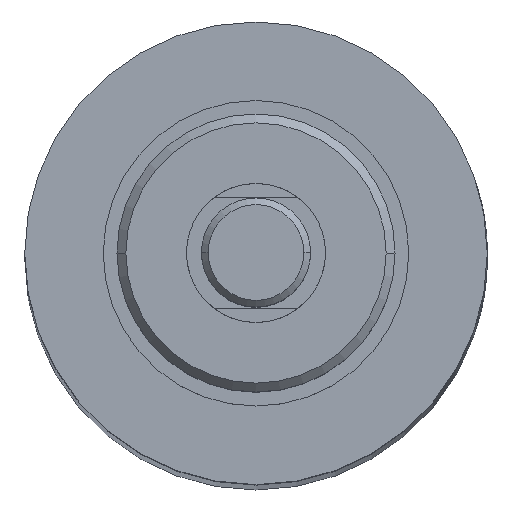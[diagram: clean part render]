
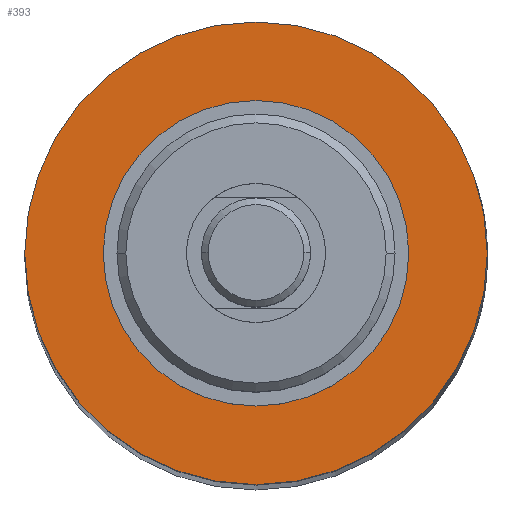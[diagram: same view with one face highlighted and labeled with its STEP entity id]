
A CAD part, top view. The second image highlights one B-rep face of the part: STEP entity #393.
In plain terms, the highlighted planar face has unit normal (0, 0, 1).
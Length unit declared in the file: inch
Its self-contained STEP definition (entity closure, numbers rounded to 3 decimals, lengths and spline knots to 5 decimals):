
#138 = EDGE_LOOP ( 'NONE', ( #683, #2685 ) ) ;
#150 = DIRECTION ( 'NONE',  ( 1., 0., 0. ) ) ;
#213 = EDGE_CURVE ( 'NONE', #2748, #2570, #519, .T. ) ;
#252 = CARTESIAN_POINT ( 'NONE',  ( 0., 0., 0.92 ) ) ;
#375 = CARTESIAN_POINT ( 'NONE',  ( 0.68675, 0., 0.92 ) ) ;
#393 = ADVANCED_FACE ( 'NONE', ( #1276, #758 ), #627, .T. ) ;
#419 = CARTESIAN_POINT ( 'NONE',  ( 1.04, 0., 0.92 ) ) ;
#462 = DIRECTION ( 'NONE',  ( 1., 0., 0. ) ) ;
#519 = CIRCLE ( 'NONE', #1919, 0.68675 ) ;
#524 = DIRECTION ( 'NONE',  ( 0., 0., 1. ) ) ;
#589 = EDGE_CURVE ( 'NONE', #1853, #1090, #940, .T. ) ;
#621 = AXIS2_PLACEMENT_3D ( 'NONE', #1852, #524, #2088 ) ;
#627 = PLANE ( 'NONE',  #1717 ) ;
#649 = EDGE_CURVE ( 'NONE', #2570, #2748, #1390, .T. ) ;
#683 = ORIENTED_EDGE ( 'NONE', *, *, #649, .F. ) ;
#746 = EDGE_CURVE ( 'NONE', #1090, #1853, #2447, .T. ) ;
#758 = FACE_BOUND ( 'NONE', #138, .T. ) ;
#862 = DIRECTION ( 'NONE',  ( 1., 0., 0. ) ) ;
#931 = ORIENTED_EDGE ( 'NONE', *, *, #746, .T. ) ;
#940 = CIRCLE ( 'NONE', #621, 1.04 ) ;
#984 = CARTESIAN_POINT ( 'NONE',  ( 0., 0., 0.92 ) ) ;
#1090 = VERTEX_POINT ( 'NONE', #1749 ) ;
#1213 = DIRECTION ( 'NONE',  ( 1., 0., 0. ) ) ;
#1276 = FACE_OUTER_BOUND ( 'NONE', #1704, .T. ) ;
#1279 = ORIENTED_EDGE ( 'NONE', *, *, #589, .T. ) ;
#1390 = CIRCLE ( 'NONE', #1518, 0.68675 ) ;
#1461 = DIRECTION ( 'NONE',  ( 0., 0., 1. ) ) ;
#1518 = AXIS2_PLACEMENT_3D ( 'NONE', #984, #2557, #1213 ) ;
#1704 = EDGE_LOOP ( 'NONE', ( #931, #1279 ) ) ;
#1717 = AXIS2_PLACEMENT_3D ( 'NONE', #1726, #2195, #862 ) ;
#1726 = CARTESIAN_POINT ( 'NONE',  ( 0., 0., 0.92 ) ) ;
#1749 = CARTESIAN_POINT ( 'NONE',  ( -1.04, 0., 0.92 ) ) ;
#1790 = DIRECTION ( 'NONE',  ( 0., 0., 1. ) ) ;
#1852 = CARTESIAN_POINT ( 'NONE',  ( 0., 0., 0.92 ) ) ;
#1853 = VERTEX_POINT ( 'NONE', #419 ) ;
#1885 = CARTESIAN_POINT ( 'NONE',  ( -0.68675, 0., 0.92 ) ) ;
#1919 = AXIS2_PLACEMENT_3D ( 'NONE', #2824, #1461, #150 ) ;
#2088 = DIRECTION ( 'NONE',  ( 1., 0., 0. ) ) ;
#2195 = DIRECTION ( 'NONE',  ( 0., 0., 1. ) ) ;
#2282 = AXIS2_PLACEMENT_3D ( 'NONE', #252, #1790, #462 ) ;
#2447 = CIRCLE ( 'NONE', #2282, 1.04 ) ;
#2557 = DIRECTION ( 'NONE',  ( 0., 0., 1. ) ) ;
#2570 = VERTEX_POINT ( 'NONE', #1885 ) ;
#2685 = ORIENTED_EDGE ( 'NONE', *, *, #213, .F. ) ;
#2748 = VERTEX_POINT ( 'NONE', #375 ) ;
#2824 = CARTESIAN_POINT ( 'NONE',  ( 0., 0., 0.92 ) ) ;
